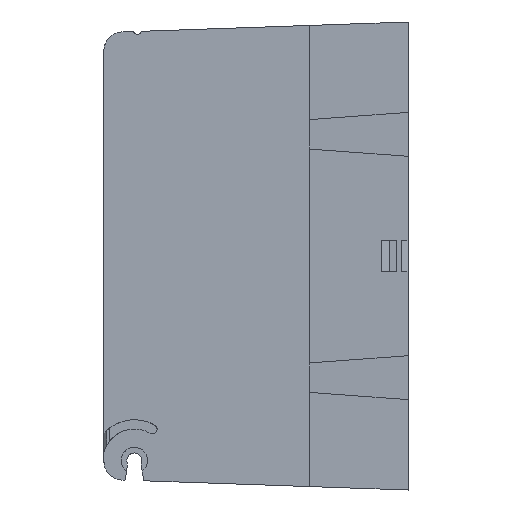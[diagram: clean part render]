
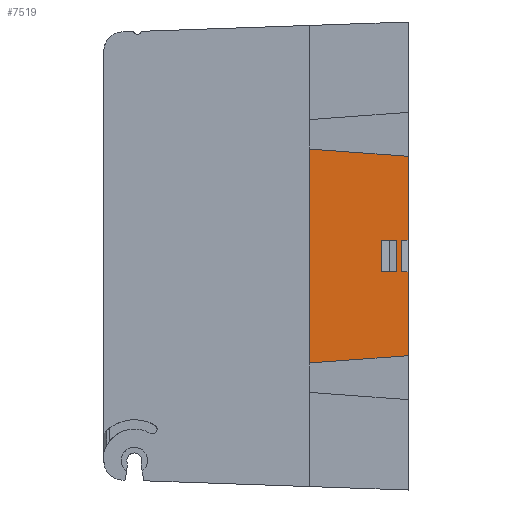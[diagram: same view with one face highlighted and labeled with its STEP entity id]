
A CAD part, left-side view. The second image highlights one B-rep face of the part: STEP entity #7519.
In plain terms, the highlighted planar face has unit normal (-1, 0, 0).
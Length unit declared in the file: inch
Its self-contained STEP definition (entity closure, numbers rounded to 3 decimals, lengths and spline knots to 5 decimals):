
#423 = EDGE_CURVE ( 'NONE', #13580, #10634, #12489, .T. ) ;
#1461 = CARTESIAN_POINT ( 'NONE',  ( -0.9242, -1.3934, -0.17 ) ) ;
#1530 = ORIENTED_EDGE ( 'NONE', *, *, #5263, .F. ) ;
#1692 = ORIENTED_EDGE ( 'NONE', *, *, #17896, .T. ) ;
#1735 = CARTESIAN_POINT ( 'NONE',  ( -0.9242, -1.675, 1.065 ) ) ;
#2017 = VECTOR ( 'NONE', #8641, 39.37008 ) ;
#2134 = VECTOR ( 'NONE', #16352, 39.37008 ) ;
#2349 = VERTEX_POINT ( 'NONE', #18390 ) ;
#2723 = DIRECTION ( 'NONE',  ( 0., -0.997, -0.074 ) ) ;
#2964 = CARTESIAN_POINT ( 'NONE',  ( -0.9242, -1.675, -1.065 ) ) ;
#2971 = VECTOR ( 'NONE', #2723, 39.37008 ) ;
#3020 = ORIENTED_EDGE ( 'NONE', *, *, #19775, .F. ) ;
#3606 = DIRECTION ( 'NONE',  ( 0., 0., 1. ) ) ;
#3709 = LINE ( 'NONE', #10623, #15445 ) ;
#3871 = CARTESIAN_POINT ( 'NONE',  ( -0.9242, -1.675, -0.17 ) ) ;
#4227 = EDGE_CURVE ( 'NONE', #14432, #16495, #6912, .T. ) ;
#4325 = EDGE_CURVE ( 'NONE', #12558, #16898, #6645, .T. ) ;
#4399 = CARTESIAN_POINT ( 'NONE',  ( -0.9242, -1.555, 0.17 ) ) ;
#4816 = VERTEX_POINT ( 'NONE', #1735 ) ;
#4970 = EDGE_CURVE ( 'NONE', #2349, #16898, #17914, .T. ) ;
#5042 = EDGE_LOOP ( 'NONE', ( #12927, #1692, #10110, #3020 ) ) ;
#5258 = DIRECTION ( 'NONE',  ( 0., -0.997, 0.074 ) ) ;
#5263 = EDGE_CURVE ( 'NONE', #6139, #2349, #14529, .T. ) ;
#5451 = CARTESIAN_POINT ( 'NONE',  ( -0.9242, -1.675, 0.17 ) ) ;
#5575 = EDGE_CURVE ( 'NONE', #6139, #4816, #17399, .T. ) ;
#5607 = CARTESIAN_POINT ( 'NONE',  ( -0.9242, -1.675, -0.17 ) ) ;
#5687 = EDGE_CURVE ( 'NONE', #13448, #4816, #18787, .T. ) ;
#5750 = ORIENTED_EDGE ( 'NONE', *, *, #4970, .F. ) ;
#5755 = EDGE_CURVE ( 'NONE', #13448, #14432, #3709, .T. ) ;
#5949 = ORIENTED_EDGE ( 'NONE', *, *, #5575, .T. ) ;
#6107 = EDGE_CURVE ( 'NONE', #16495, #12558, #7075, .T. ) ;
#6139 = VERTEX_POINT ( 'NONE', #11725 ) ;
#6645 = LINE ( 'NONE', #5607, #2017 ) ;
#6801 = ORIENTED_EDGE ( 'NONE', *, *, #4227, .T. ) ;
#6912 = LINE ( 'NONE', #17441, #14526 ) ;
#6970 = CARTESIAN_POINT ( 'NONE',  ( -0.9242, -1.605, -0.17 ) ) ;
#7075 = LINE ( 'NONE', #8604, #14693 ) ;
#7114 = ORIENTED_EDGE ( 'NONE', *, *, #5687, .F. ) ;
#7519 = ADVANCED_FACE ( 'NONE', ( #7696, #19850 ), #10689, .T. ) ;
#7612 = LINE ( 'NONE', #1461, #15226 ) ;
#7696 = FACE_OUTER_BOUND ( 'NONE', #11750, .T. ) ;
#7966 = CARTESIAN_POINT ( 'NONE',  ( -0.9242, -0.625, -1.14282 ) ) ;
#8179 = VERTEX_POINT ( 'NONE', #13732 ) ;
#8497 = CARTESIAN_POINT ( 'NONE',  ( -0.9242, -1.3934, 0.17 ) ) ;
#8604 = CARTESIAN_POINT ( 'NONE',  ( -0.9242, -1.675, -2.25 ) ) ;
#8624 = DIRECTION ( 'NONE',  ( 0., 0., -1. ) ) ;
#8641 = DIRECTION ( 'NONE',  ( 0., 1., 0. ) ) ;
#8777 = CARTESIAN_POINT ( 'NONE',  ( -0.9242, -1.3934, 0.17 ) ) ;
#8925 = VERTEX_POINT ( 'NONE', #17392 ) ;
#9057 = AXIS2_PLACEMENT_3D ( 'NONE', #18355, #9260, #19911 ) ;
#9204 = VECTOR ( 'NONE', #8624, 39.37008 ) ;
#9260 = DIRECTION ( 'NONE',  ( -1., 0., 0. ) ) ;
#9664 = LINE ( 'NONE', #16189, #9204 ) ;
#9813 = VECTOR ( 'NONE', #17713, 39.37008 ) ;
#10110 = ORIENTED_EDGE ( 'NONE', *, *, #18391, .T. ) ;
#10334 = ORIENTED_EDGE ( 'NONE', *, *, #4325, .T. ) ;
#10499 = VECTOR ( 'NONE', #19214, 39.37008 ) ;
#10623 = CARTESIAN_POINT ( 'NONE',  ( -0.9242, -0.625, 2.21333 ) ) ;
#10634 = VERTEX_POINT ( 'NONE', #8497 ) ;
#10649 = LINE ( 'NONE', #4399, #18754 ) ;
#10689 = PLANE ( 'NONE',  #9057 ) ;
#11725 = CARTESIAN_POINT ( 'NONE',  ( -0.9242, -1.675, 0.17 ) ) ;
#11750 = EDGE_LOOP ( 'NONE', ( #1530, #5949, #7114, #16866, #6801, #16401, #10334, #5750 ) ) ;
#12227 = DIRECTION ( 'NONE',  ( 0., 1., 0. ) ) ;
#12489 = LINE ( 'NONE', #8777, #2134 ) ;
#12558 = VERTEX_POINT ( 'NONE', #3871 ) ;
#12927 = ORIENTED_EDGE ( 'NONE', *, *, #423, .F. ) ;
#13448 = VERTEX_POINT ( 'NONE', #14566 ) ;
#13494 = CARTESIAN_POINT ( 'NONE',  ( -0.9242, -0.87239, 1.12449 ) ) ;
#13580 = VERTEX_POINT ( 'NONE', #19389 ) ;
#13618 = DIRECTION ( 'NONE',  ( 0., 0., -1. ) ) ;
#13732 = CARTESIAN_POINT ( 'NONE',  ( -0.9242, -1.3934, -0.17 ) ) ;
#14432 = VERTEX_POINT ( 'NONE', #7966 ) ;
#14526 = VECTOR ( 'NONE', #5258, 39.37008 ) ;
#14529 = LINE ( 'NONE', #5451, #10499 ) ;
#14566 = CARTESIAN_POINT ( 'NONE',  ( -0.9242, -0.625, 1.14282 ) ) ;
#14693 = VECTOR ( 'NONE', #16109, 39.37008 ) ;
#15097 = DIRECTION ( 'NONE',  ( 0., 0., -1. ) ) ;
#15226 = VECTOR ( 'NONE', #12227, 39.37008 ) ;
#15445 = VECTOR ( 'NONE', #13618, 39.37008 ) ;
#15847 = CARTESIAN_POINT ( 'NONE',  ( -0.9242, -1.675, -2.25 ) ) ;
#16109 = DIRECTION ( 'NONE',  ( 0., 0., 1. ) ) ;
#16189 = CARTESIAN_POINT ( 'NONE',  ( -0.9242, -1.3934, 0.17 ) ) ;
#16352 = DIRECTION ( 'NONE',  ( 0., 1., 0. ) ) ;
#16401 = ORIENTED_EDGE ( 'NONE', *, *, #6107, .T. ) ;
#16495 = VERTEX_POINT ( 'NONE', #2964 ) ;
#16866 = ORIENTED_EDGE ( 'NONE', *, *, #5755, .T. ) ;
#16898 = VERTEX_POINT ( 'NONE', #6970 ) ;
#16907 = VECTOR ( 'NONE', #3606, 39.37008 ) ;
#17392 = CARTESIAN_POINT ( 'NONE',  ( -0.9242, -1.555, -0.17 ) ) ;
#17399 = LINE ( 'NONE', #15847, #16907 ) ;
#17441 = CARTESIAN_POINT ( 'NONE',  ( -0.9242, -1.675, -1.065 ) ) ;
#17713 = DIRECTION ( 'NONE',  ( 0., 0., -1. ) ) ;
#17896 = EDGE_CURVE ( 'NONE', #13580, #8925, #10649, .T. ) ;
#17914 = LINE ( 'NONE', #19107, #9813 ) ;
#18355 = CARTESIAN_POINT ( 'NONE',  ( -0.9242, -0.625, -2.21333 ) ) ;
#18390 = CARTESIAN_POINT ( 'NONE',  ( -0.9242, -1.605, 0.17 ) ) ;
#18391 = EDGE_CURVE ( 'NONE', #8925, #8179, #7612, .T. ) ;
#18754 = VECTOR ( 'NONE', #15097, 39.37008 ) ;
#18787 = LINE ( 'NONE', #13494, #2971 ) ;
#19107 = CARTESIAN_POINT ( 'NONE',  ( -0.9242, -1.605, 0.17 ) ) ;
#19214 = DIRECTION ( 'NONE',  ( 0., 1., 0. ) ) ;
#19389 = CARTESIAN_POINT ( 'NONE',  ( -0.9242, -1.555, 0.17 ) ) ;
#19775 = EDGE_CURVE ( 'NONE', #10634, #8179, #9664, .T. ) ;
#19850 = FACE_BOUND ( 'NONE', #5042, .T. ) ;
#19911 = DIRECTION ( 'NONE',  ( 0., 0., 1. ) ) ;
